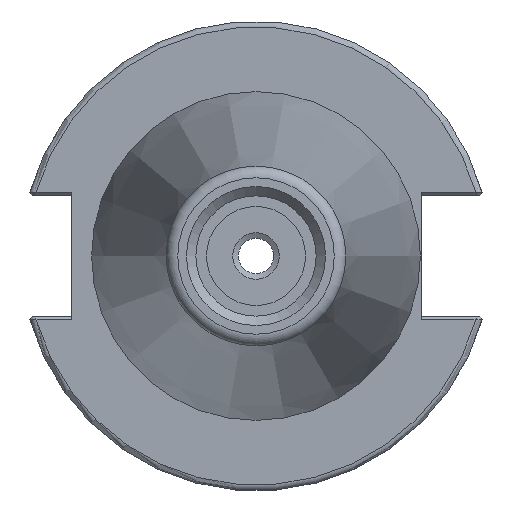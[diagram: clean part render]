
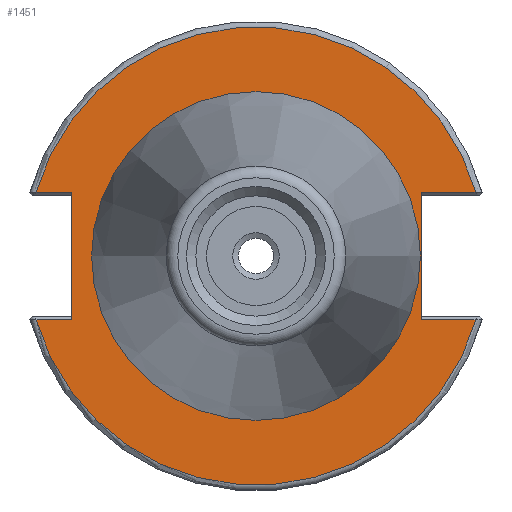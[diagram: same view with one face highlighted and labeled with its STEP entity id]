
A CAD part, left-side view. The second image highlights one B-rep face of the part: STEP entity #1451.
In plain terms, the highlighted planar face has unit normal (-1, 0, 0).
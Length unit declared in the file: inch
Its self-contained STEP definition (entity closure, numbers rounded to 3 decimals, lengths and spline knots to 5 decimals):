
#124=LINE('',#2096,#245);
#125=LINE('',#2098,#246);
#126=LINE('',#2102,#247);
#127=LINE('',#2104,#248);
#128=LINE('',#2106,#249);
#129=LINE('',#2109,#250);
#245=VECTOR('',#1749,0.12159);
#246=VECTOR('',#1750,0.29091);
#247=VECTOR('',#1753,0.19091);
#248=VECTOR('',#1754,0.67625);
#249=VECTOR('',#1755,0.19091);
#250=VECTOR('',#1758,0.29091);
#371=FACE_BOUND('',#480,.T.);
#389=FACE_OUTER_BOUND('',#479,.T.);
#479=EDGE_LOOP('',(#1015,#1016,#1017,#1018,#1019,#1020,#1021,#1022));
#480=EDGE_LOOP('',(#1023));
#575=CIRCLE('',#1580,0.86);
#576=CIRCLE('',#1582,1.21875);
#577=CIRCLE('',#1583,1.21875);
#619=VERTEX_POINT('',#2090);
#620=VERTEX_POINT('',#2094);
#621=VERTEX_POINT('',#2095);
#622=VERTEX_POINT('',#2097);
#623=VERTEX_POINT('',#2099);
#624=VERTEX_POINT('',#2101);
#625=VERTEX_POINT('',#2103);
#626=VERTEX_POINT('',#2105);
#627=VERTEX_POINT('',#2107);
#770=EDGE_CURVE('',#619,#619,#575,.T.);
#771=EDGE_CURVE('',#620,#621,#124,.T.);
#772=EDGE_CURVE('',#621,#622,#125,.T.);
#773=EDGE_CURVE('',#623,#622,#576,.T.);
#774=EDGE_CURVE('',#624,#623,#126,.T.);
#775=EDGE_CURVE('',#625,#624,#127,.T.);
#776=EDGE_CURVE('',#626,#625,#128,.T.);
#777=EDGE_CURVE('',#627,#626,#577,.T.);
#778=EDGE_CURVE('',#627,#620,#129,.T.);
#1015=ORIENTED_EDGE('',*,*,#771,.T.);
#1016=ORIENTED_EDGE('',*,*,#772,.T.);
#1017=ORIENTED_EDGE('',*,*,#773,.F.);
#1018=ORIENTED_EDGE('',*,*,#774,.F.);
#1019=ORIENTED_EDGE('',*,*,#775,.F.);
#1020=ORIENTED_EDGE('',*,*,#776,.F.);
#1021=ORIENTED_EDGE('',*,*,#777,.F.);
#1022=ORIENTED_EDGE('',*,*,#778,.T.);
#1023=ORIENTED_EDGE('',*,*,#770,.F.);
#1408=PLANE('',#1581);
#1451=ADVANCED_FACE('',(#389,#371),#1408,.T.);
#1580=AXIS2_PLACEMENT_3D('',#2092,#1745,#1746);
#1581=AXIS2_PLACEMENT_3D('',#2093,#1747,#1748);
#1582=AXIS2_PLACEMENT_3D('',#2100,#1751,#1752);
#1583=AXIS2_PLACEMENT_3D('',#2108,#1756,#1757);
#1745=DIRECTION('center_axis',(-1.,0.,0.));
#1746=DIRECTION('ref_axis',(0.,0.,1.));
#1747=DIRECTION('center_axis',(-1.,0.,0.));
#1748=DIRECTION('ref_axis',(0.,0.,1.));
#1749=DIRECTION('',(0.,0.,1.));
#1750=DIRECTION('',(0.,-1.,0.));
#1751=DIRECTION('center_axis',(1.,0.,0.));
#1752=DIRECTION('ref_axis',(0.,0.,1.));
#1753=DIRECTION('',(0.,1.,0.));
#1754=DIRECTION('',(0.,0.,1.));
#1755=DIRECTION('',(0.,-1.,0.));
#1756=DIRECTION('center_axis',(1.,0.,0.));
#1757=DIRECTION('ref_axis',(0.,0.,-1.));
#1758=DIRECTION('',(0.,1.,0.));
#2090=CARTESIAN_POINT('',(0.125,0.,-0.86));
#2092=CARTESIAN_POINT('Origin',(0.125,0.,0.));
#2093=CARTESIAN_POINT('Origin',(0.125,-0.875,0.));
#2094=CARTESIAN_POINT('',(0.125,-0.88,-0.33813));
#2095=CARTESIAN_POINT('',(0.125,-0.88,0.33813));
#2096=CARTESIAN_POINT('',(0.125,-0.88,0.));
#2097=CARTESIAN_POINT('',(0.125,-1.17091,0.33813));
#2098=CARTESIAN_POINT('',(0.125,-0.9025,0.33813));
#2099=CARTESIAN_POINT('',(0.125,1.17091,0.33813));
#2100=CARTESIAN_POINT('Origin',(0.125,0.,0.));
#2101=CARTESIAN_POINT('',(0.125,0.98,0.33813));
#2102=CARTESIAN_POINT('',(0.125,0.0275,0.33813));
#2103=CARTESIAN_POINT('',(0.125,0.98,-0.33813));
#2104=CARTESIAN_POINT('',(0.125,0.98,-0.33813));
#2105=CARTESIAN_POINT('',(0.125,1.17091,-0.33813));
#2106=CARTESIAN_POINT('',(0.125,0.2775,-0.33813));
#2107=CARTESIAN_POINT('',(0.125,-1.17091,-0.33813));
#2108=CARTESIAN_POINT('Origin',(0.125,0.,0.));
#2109=CARTESIAN_POINT('',(0.125,-0.9025,-0.33813));
